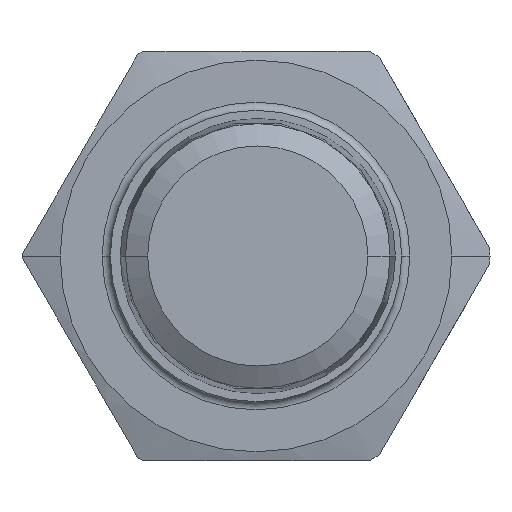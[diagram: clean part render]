
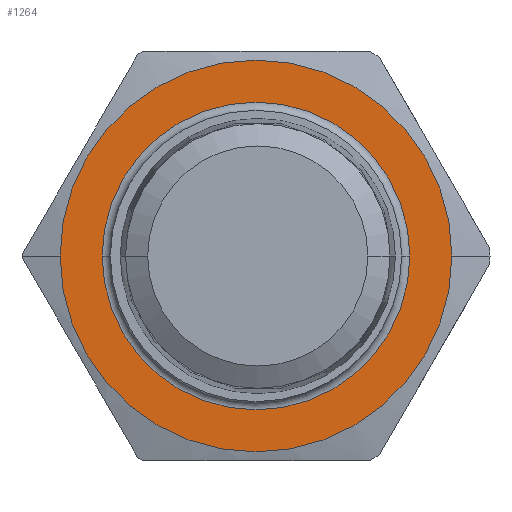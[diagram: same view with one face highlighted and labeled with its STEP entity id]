
A CAD part, left-side view. The second image highlights one B-rep face of the part: STEP entity #1264.
In plain terms, the highlighted planar face has unit normal (-1, 0, 0).
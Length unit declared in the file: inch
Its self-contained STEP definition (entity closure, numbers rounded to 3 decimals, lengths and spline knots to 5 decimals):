
#45 = CIRCLE ( 'NONE', #448, 0.28171 ) ;
#51 = CARTESIAN_POINT ( 'NONE',  ( 0.374, 0.00329, 0. ) ) ;
#56 = DIRECTION ( 'NONE',  ( 1., 0., 0. ) ) ;
#59 = VERTEX_POINT ( 'NONE', #284 ) ;
#95 = CARTESIAN_POINT ( 'NONE',  ( 0.374, -0.35543, 0. ) ) ;
#188 = AXIS2_PLACEMENT_3D ( 'NONE', #701, #313, #925 ) ;
#281 = CIRCLE ( 'NONE', #949, 0.28171 ) ;
#284 = CARTESIAN_POINT ( 'NONE',  ( 0.374, 0.285, 0. ) ) ;
#305 = ORIENTED_EDGE ( 'NONE', *, *, #1158, .F. ) ;
#313 = DIRECTION ( 'NONE',  ( -1., 0., 0. ) ) ;
#362 = CARTESIAN_POINT ( 'NONE',  ( 0.374, -0.27843, 0. ) ) ;
#390 = EDGE_LOOP ( 'NONE', ( #1217, #1201 ) ) ;
#398 = DIRECTION ( 'NONE',  ( 0., 1., 0. ) ) ;
#403 = FACE_OUTER_BOUND ( 'NONE', #934, .T. ) ;
#416 = CARTESIAN_POINT ( 'NONE',  ( 0.374, 0.362, 0. ) ) ;
#448 = AXIS2_PLACEMENT_3D ( 'NONE', #665, #1203, #398 ) ;
#514 = DIRECTION ( 'NONE',  ( 1., 0., 0. ) ) ;
#602 = VERTEX_POINT ( 'NONE', #416 ) ;
#625 = CIRCLE ( 'NONE', #1101, 0.35871 ) ;
#665 = CARTESIAN_POINT ( 'NONE',  ( 0.374, 0.00329, 0. ) ) ;
#701 = CARTESIAN_POINT ( 'NONE',  ( 0.374, 0.285, 0. ) ) ;
#745 = EDGE_CURVE ( 'NONE', #602, #913, #1161, .T. ) ;
#787 = DIRECTION ( 'NONE',  ( 1., 0., 0. ) ) ;
#795 = DIRECTION ( 'NONE',  ( 0., 1., 0. ) ) ;
#905 = CARTESIAN_POINT ( 'NONE',  ( 0.374, 0.00329, 0. ) ) ;
#913 = VERTEX_POINT ( 'NONE', #95 ) ;
#925 = DIRECTION ( 'NONE',  ( 0., -1., 0. ) ) ;
#934 = EDGE_LOOP ( 'NONE', ( #1324, #305 ) ) ;
#949 = AXIS2_PLACEMENT_3D ( 'NONE', #905, #56, #795 ) ;
#1060 = AXIS2_PLACEMENT_3D ( 'NONE', #1303, #514, #1193 ) ;
#1101 = AXIS2_PLACEMENT_3D ( 'NONE', #51, #787, #1446 ) ;
#1123 = EDGE_CURVE ( 'NONE', #59, #1286, #281, .T. ) ;
#1158 = EDGE_CURVE ( 'NONE', #913, #602, #625, .T. ) ;
#1161 = CIRCLE ( 'NONE', #1060, 0.35871 ) ;
#1193 = DIRECTION ( 'NONE',  ( 0., 1., 0. ) ) ;
#1201 = ORIENTED_EDGE ( 'NONE', *, *, #1233, .T. ) ;
#1203 = DIRECTION ( 'NONE',  ( 1., 0., 0. ) ) ;
#1217 = ORIENTED_EDGE ( 'NONE', *, *, #1123, .T. ) ;
#1233 = EDGE_CURVE ( 'NONE', #1286, #59, #45, .T. ) ;
#1264 = ADVANCED_FACE ( 'NONE', ( #1315, #403 ), #1415, .T. ) ;
#1286 = VERTEX_POINT ( 'NONE', #362 ) ;
#1303 = CARTESIAN_POINT ( 'NONE',  ( 0.374, 0.00329, 0. ) ) ;
#1315 = FACE_BOUND ( 'NONE', #390, .T. ) ;
#1324 = ORIENTED_EDGE ( 'NONE', *, *, #745, .F. ) ;
#1415 = PLANE ( 'NONE',  #188 ) ;
#1446 = DIRECTION ( 'NONE',  ( 0., 1., 0. ) ) ;
